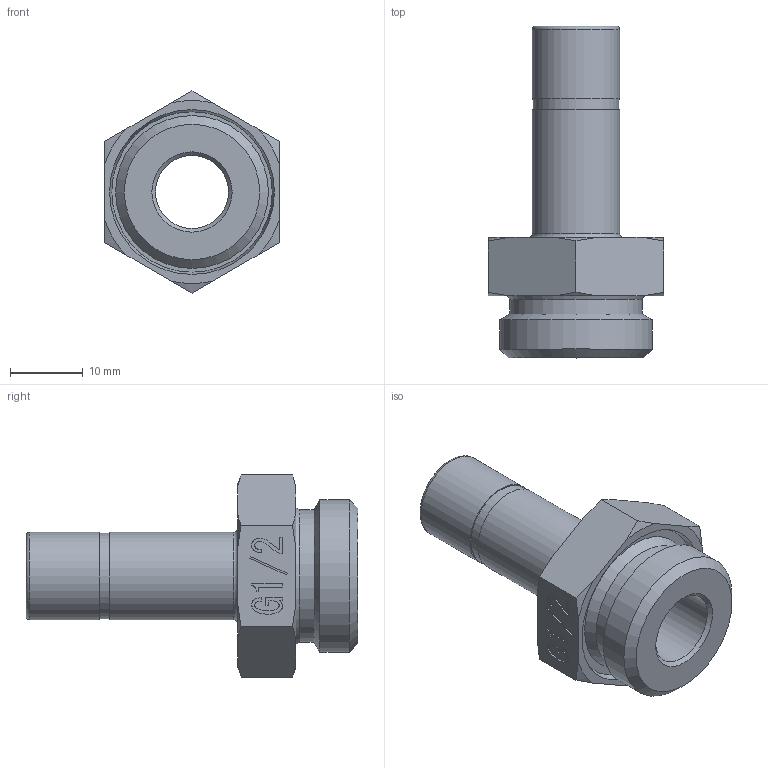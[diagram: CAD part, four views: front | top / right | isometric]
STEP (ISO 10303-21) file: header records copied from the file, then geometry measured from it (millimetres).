
FILE_DESCRIPTION((''),'2;1');
FILE_NAME('F-PCJ BODY 12G04.stp','2020-11-23T08:31:10',('Administrator'),(''),'Autodesk Inventor 2013','Autodesk Inventor 2013','');
FILE_SCHEMA(('CONFIG_CONTROL_DESIGN'));
Length unit declared in the file: millimetre
Products named in the file (1): F-PCJ BODY 12G04
Bounding box: 24 x 45.5 x 27.71 mm (x, y, z)
Volume: 6209.9 mm3; surface area: 4722.6 mm2
Topology: 1 solids, 1 shells, 103 faces, 259 edges, 171 vertices
Faces by surface type: plane 44, bspline 31, cone 17, cylinder 9, torus 2
Full cylindrical faces by diameter (mm): 3.931 x1, 10 x1, 11.7 x1, 12 x2, 18.2 x1, 20.955 x1
Entity records: 3064 total; most frequent: CARTESIAN_POINT 866, ORIENTED_EDGE 484, DIRECTION 351, EDGE_CURVE 242, VERTEX_POINT 169, EDGE_LOOP 133, VECTOR 119, LINE 119
